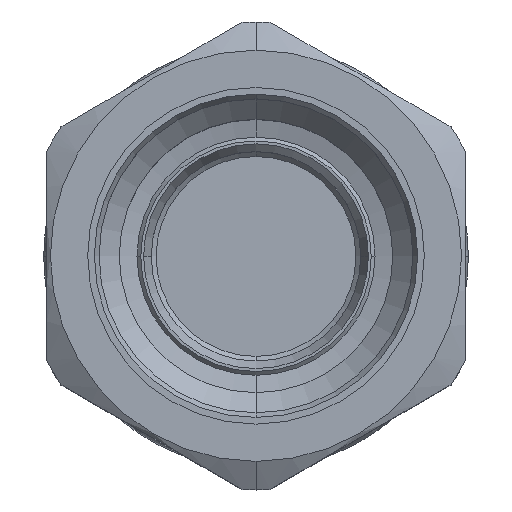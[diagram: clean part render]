
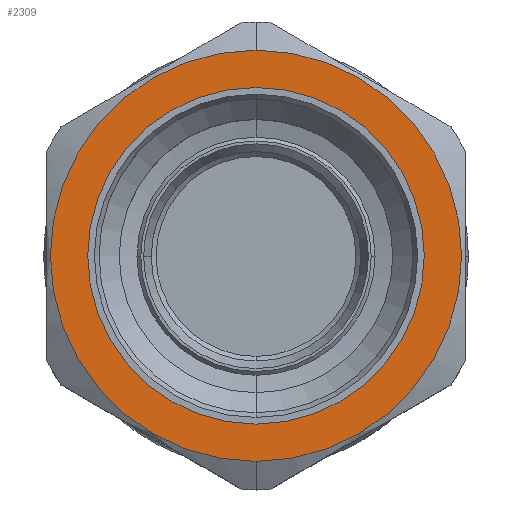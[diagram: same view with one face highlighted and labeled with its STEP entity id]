
A CAD part, top view. The second image highlights one B-rep face of the part: STEP entity #2309.
In plain terms, the highlighted planar face has unit normal (0, 0, 1).
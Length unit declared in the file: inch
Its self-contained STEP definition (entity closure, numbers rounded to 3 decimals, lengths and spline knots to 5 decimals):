
#203=CARTESIAN_POINT('',(0.,0.,2.126));
#204=DIRECTION('',(0.,0.,1.));
#205=DIRECTION('',(0.,-1.,0.));
#206=AXIS2_PLACEMENT_3D('',#203,#204,#205);
#208=CARTESIAN_POINT('',(0.,0.,2.126));
#209=DIRECTION('',(0.,0.,1.));
#210=DIRECTION('',(0.,1.,0.));
#211=AXIS2_PLACEMENT_3D('',#208,#209,#210);
#213=CARTESIAN_POINT('',(0.,0.,2.126));
#214=DIRECTION('',(0.,0.,1.));
#215=DIRECTION('',(0.,-1.,0.));
#216=AXIS2_PLACEMENT_3D('',#213,#214,#215);
#218=CARTESIAN_POINT('',(0.,0.,2.126));
#219=DIRECTION('',(0.,0.,1.));
#220=DIRECTION('',(0.,1.,0.));
#221=AXIS2_PLACEMENT_3D('',#218,#219,#220);
#1756=CARTESIAN_POINT('',(0.,-0.43,2.126));
#1757=CARTESIAN_POINT('',(0.,0.43,2.126));
#1758=VERTEX_POINT('',#1756);
#1759=VERTEX_POINT('',#1757);
#1844=CARTESIAN_POINT('',(0.,-0.352,2.126));
#1845=CARTESIAN_POINT('',(0.,0.352,2.126));
#1846=VERTEX_POINT('',#1844);
#1847=VERTEX_POINT('',#1845);
#2293=CARTESIAN_POINT('',(0.,0.,2.126));
#2294=DIRECTION('',(0.,0.,1.));
#2295=DIRECTION('',(0.,1.,0.));
#2296=AXIS2_PLACEMENT_3D('',#2293,#2294,#2295);
#2297=PLANE('',#2296);
#2299=ORIENTED_EDGE('',*,*,#2298,.F.);
#2301=ORIENTED_EDGE('',*,*,#2300,.F.);
#2302=EDGE_LOOP('',(#2299,#2301));
#2303=FACE_OUTER_BOUND('',#2302,.F.);
#2304=ORIENTED_EDGE('',*,*,#2283,.T.);
#2306=ORIENTED_EDGE('',*,*,#2305,.T.);
#2307=EDGE_LOOP('',(#2304,#2306));
#2308=FACE_BOUND('',#2307,.F.);
#2309=ADVANCED_FACE('',(#2303,#2308),#2297,.T.);
#207=CIRCLE('',#206,0.43);
#212=CIRCLE('',#211,0.43);
#217=CIRCLE('',#216,0.352);
#222=CIRCLE('',#221,0.352);
#2283=EDGE_CURVE('',#1846,#1847,#217,.T.);
#2298=EDGE_CURVE('',#1758,#1759,#207,.T.);
#2300=EDGE_CURVE('',#1759,#1758,#212,.T.);
#2305=EDGE_CURVE('',#1847,#1846,#222,.T.);
